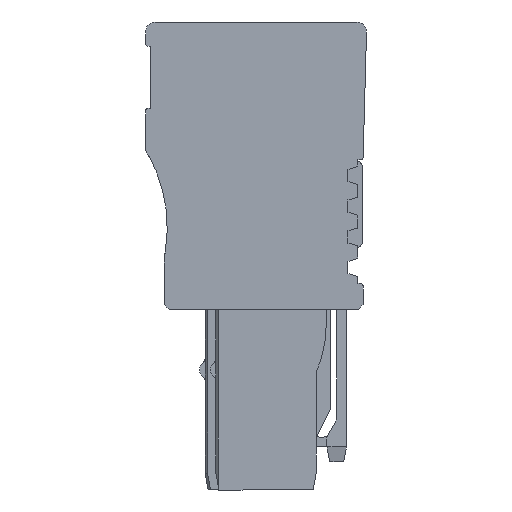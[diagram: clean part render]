
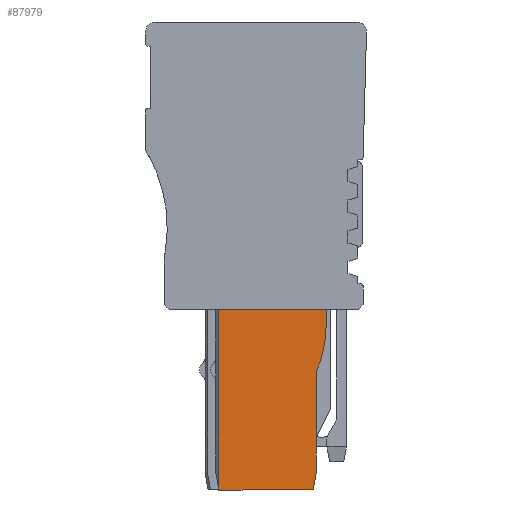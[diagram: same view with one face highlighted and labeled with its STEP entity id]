
A CAD part, left-side view. The second image highlights one B-rep face of the part: STEP entity #87979.
In plain terms, the highlighted planar face has unit normal (-1, 0, 0).
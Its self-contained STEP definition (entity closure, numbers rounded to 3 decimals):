
#85637=AXIS2_PLACEMENT_3D('Circle Axis2P3D',#85635,#85636,$) ;
#87955=AXIS2_PLACEMENT_3D('Plane Axis2P3D',#87952,#87953,#87954) ;
#84317=CARTESIAN_POINT('Vertex',(0.7,5.392,0.)) ;
#84320=CARTESIAN_POINT('Line Origine',(0.7,10.154,0.)) ;
#84324=CARTESIAN_POINT('Vertex',(0.7,14.917,0.)) ;
#85265=CARTESIAN_POINT('Line Origine',(0.7,14.967,9.267)) ;
#85269=CARTESIAN_POINT('Vertex',(0.7,14.967,18.25)) ;
#85271=CARTESIAN_POINT('Vertex',(0.7,14.967,0.284)) ;
#85317=CARTESIAN_POINT('Line Origine',(0.7,14.942,0.142)) ;
#85632=CARTESIAN_POINT('Vertex',(0.7,4.092,16.445)) ;
#85635=CARTESIAN_POINT('Axis2P3D Location',(0.7,15.092,16.492)) ;
#85639=CARTESIAN_POINT('Vertex',(0.7,5.092,11.91)) ;
#87485=CARTESIAN_POINT('Line Origine',(0.7,5.242,0.85)) ;
#87489=CARTESIAN_POINT('Vertex',(0.7,5.092,1.701)) ;
#87921=CARTESIAN_POINT('Line Origine',(0.7,5.092,6.805)) ;
#87952=CARTESIAN_POINT('Axis2P3D Location',(0.7,4.092,0.)) ;
#87957=CARTESIAN_POINT('Line Origine',(0.7,9.529,18.25)) ;
#87961=CARTESIAN_POINT('Vertex',(0.7,4.092,18.25)) ;
#87964=CARTESIAN_POINT('Line Origine',(0.7,4.092,17.348)) ;
#84321=DIRECTION('Vector Direction',(0.,-1.,0.)) ;
#85266=DIRECTION('Vector Direction',(0.,0.,-1.)) ;
#85318=DIRECTION('Vector Direction',(0.,0.174,0.985)) ;
#85636=DIRECTION('Axis2P3D Direction',(-1.,0.,0.)) ;
#87486=DIRECTION('Vector Direction',(0.,-0.174,0.985)) ;
#87922=DIRECTION('Vector Direction',(0.,0.,1.)) ;
#87953=DIRECTION('Axis2P3D Direction',(-1.,0.,0.)) ;
#87954=DIRECTION('Axis2P3D XDirection',(0.,1.,0.)) ;
#87958=DIRECTION('Vector Direction',(0.,1.,0.)) ;
#87965=DIRECTION('Vector Direction',(0.,0.,-1.)) ;
#84322=VECTOR('Line Direction',#84321,1.) ;
#85267=VECTOR('Line Direction',#85266,1.) ;
#85319=VECTOR('Line Direction',#85318,1.) ;
#87487=VECTOR('Line Direction',#87486,1.) ;
#87923=VECTOR('Line Direction',#87922,1.) ;
#87959=VECTOR('Line Direction',#87958,1.) ;
#87966=VECTOR('Line Direction',#87965,1.) ;
#87970=ORIENTED_EDGE('',*,*,#87963,.F.) ;
#87971=ORIENTED_EDGE('',*,*,#85273,.T.) ;
#87972=ORIENTED_EDGE('',*,*,#85321,.F.) ;
#87973=ORIENTED_EDGE('',*,*,#84326,.T.) ;
#87974=ORIENTED_EDGE('',*,*,#87491,.T.) ;
#87975=ORIENTED_EDGE('',*,*,#87925,.F.) ;
#87976=ORIENTED_EDGE('',*,*,#85641,.F.) ;
#87977=ORIENTED_EDGE('',*,*,#87968,.T.) ;
#87979=ADVANCED_FACE('GH_ZP4-1AN.1\\GH_ZP_M2NA_STA',(#87978),#87956,.T.) ;
#85638=CIRCLE('generated circle',#85637,11.) ;
#84326=EDGE_CURVE('',#84325,#84318,#84323,.T.) ;
#85273=EDGE_CURVE('',#85270,#85272,#85268,.T.) ;
#85321=EDGE_CURVE('',#84325,#85272,#85320,.T.) ;
#85641=EDGE_CURVE('',#85633,#85640,#85638,.F.) ;
#87491=EDGE_CURVE('',#84318,#87490,#87488,.T.) ;
#87925=EDGE_CURVE('',#85640,#87490,#87924,.F.) ;
#87963=EDGE_CURVE('',#85270,#87962,#87960,.F.) ;
#87968=EDGE_CURVE('',#85633,#87962,#87967,.F.) ;
#87969=EDGE_LOOP('',(#87970,#87971,#87972,#87973,#87974,#87975,#87976,#87977)) ;
#87978=FACE_OUTER_BOUND('',#87969,.T.) ;
#84323=LINE('Line',#84320,#84322) ;
#85268=LINE('Line',#85265,#85267) ;
#85320=LINE('Line',#85317,#85319) ;
#87488=LINE('Line',#87485,#87487) ;
#87924=LINE('Line',#87921,#87923) ;
#87960=LINE('Line',#87957,#87959) ;
#87967=LINE('Line',#87964,#87966) ;
#87956=PLANE('',#87955) ;
#84318=VERTEX_POINT('',#84317) ;
#84325=VERTEX_POINT('',#84324) ;
#85270=VERTEX_POINT('',#85269) ;
#85272=VERTEX_POINT('',#85271) ;
#85633=VERTEX_POINT('',#85632) ;
#85640=VERTEX_POINT('',#85639) ;
#87490=VERTEX_POINT('',#87489) ;
#87962=VERTEX_POINT('',#87961) ;
